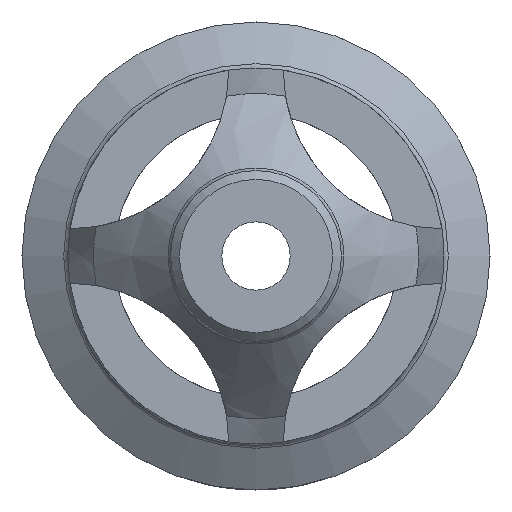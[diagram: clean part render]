
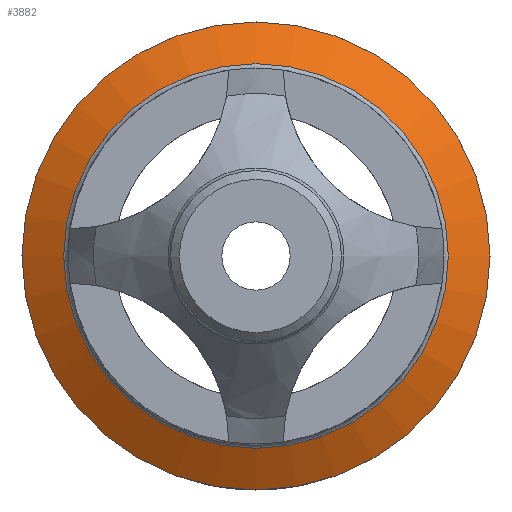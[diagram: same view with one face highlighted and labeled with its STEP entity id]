
A CAD part, left-side view. The second image highlights one B-rep face of the part: STEP entity #3882.
In plain terms, the highlighted conical face has half-angle 60 degrees and reference radius 3.63 mm.
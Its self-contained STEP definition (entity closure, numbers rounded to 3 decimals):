
#33=CONICAL_SURFACE('',#4164,3.63,60.);
#67=FACE_BOUND('',#704,.T.);
#453=FACE_OUTER_BOUND('',#703,.T.);
#703=EDGE_LOOP('',(#3600));
#704=EDGE_LOOP('',(#3601));
#810=CIRCLE('',#4088,3.985);
#858=CIRCLE('',#4165,3.275);
#1862=VERTEX_POINT('',#8482);
#1918=VERTEX_POINT('',#8735);
#2409=EDGE_CURVE('',#1862,#1862,#810,.T.);
#2485=EDGE_CURVE('',#1918,#1918,#858,.T.);
#3600=ORIENTED_EDGE('',*,*,#2485,.F.);
#3601=ORIENTED_EDGE('',*,*,#2409,.T.);
#3882=ADVANCED_FACE('',(#453,#67),#33,.T.);
#4088=AXIS2_PLACEMENT_3D('',#8483,#4795,#4796);
#4164=AXIS2_PLACEMENT_3D('',#8734,#4963,#4964);
#4165=AXIS2_PLACEMENT_3D('',#8736,#4965,#4966);
#4795=DIRECTION('center_axis',(-1.,0.,0.));
#4796=DIRECTION('ref_axis',(0.,0.,1.));
#4963=DIRECTION('center_axis',(1.,0.,0.));
#4964=DIRECTION('ref_axis',(0.,-1.,0.));
#4965=DIRECTION('center_axis',(-1.,0.,0.));
#4966=DIRECTION('ref_axis',(0.,0.,1.));
#8482=CARTESIAN_POINT('',(-5.582,-3.985,0.));
#8483=CARTESIAN_POINT('Origin',(-5.582,0.,0.));
#8734=CARTESIAN_POINT('Origin',(-5.787,0.,0.));
#8735=CARTESIAN_POINT('',(-5.992,-3.275,0.));
#8736=CARTESIAN_POINT('Origin',(-5.992,0.,0.));
